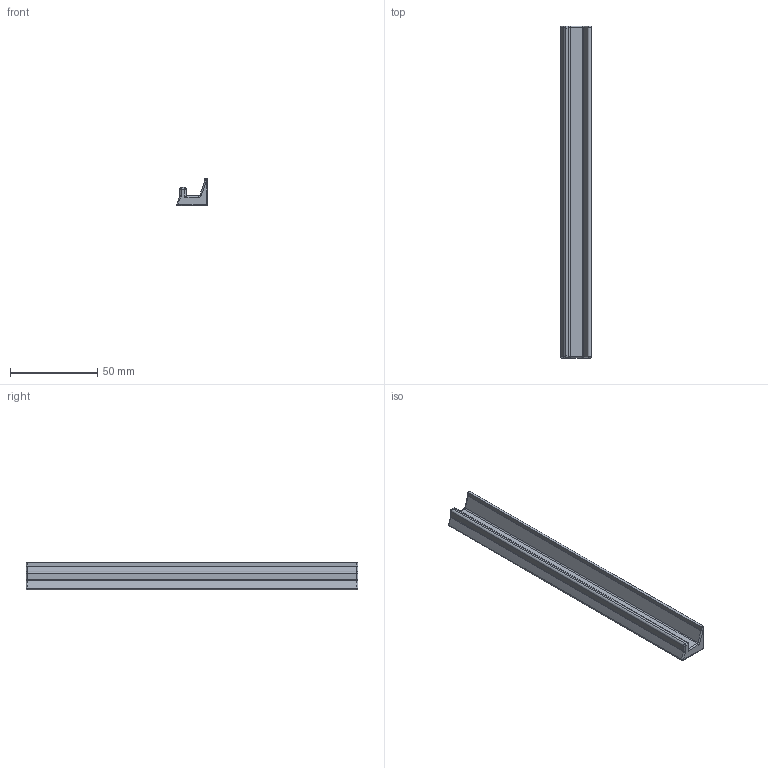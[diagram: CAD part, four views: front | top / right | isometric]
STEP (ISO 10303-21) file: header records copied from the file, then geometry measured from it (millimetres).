
FILE_DESCRIPTION(/* description */ ('STEP AP242','CAx-IF Rec.Pracs.---Representation and Presentation of Product Manufacturing Information (PMI)---4.0---2014-10-13','CAx-IF Rec.Pracs.---3D Tessellated Geometry---0.4---2014-09-14','2;1'),/* implementation_level */ '2;1');
FILE_NAME(/* name */ '66ad5593ce5587688af99c13',/* time_stamp */ '2024-08-02T21:54:28Z',/* author */ (''),/* organization */ (''),/* preprocessor_version */ 'ST-DEVELOPER v20',/* originating_system */ ' ',/* authorisation */ ' ');
FILE_SCHEMA (('AP242_MANAGED_MODEL_BASED_3D_ENGINEERING_MIM_LF { 1 0 10303 442 1 1 4 }'));
Length unit declared in the file: metre
Products named in the file (1): Part 1
Bounding box: 17.73 x 190.5 x 16.05 mm (x, y, z)
Volume: 27072.5 mm3; surface area: 14282.5 mm2
Topology: 1 solids, 1 shells, 322 faces, 892 edges, 578 vertices
Faces by surface type: bspline 234, plane 52, cylinder 24, torus 10, sphere 2
Entity records: 11034 total; most frequent: CARTESIAN_POINT 4413, ORIENTED_EDGE 1772, EDGE_CURVE 886, DIRECTION 654, VERTEX_POINT 578, B_SPLINE_CURVE_WITH_KNOTS 464, LINE 368, VECTOR 368
